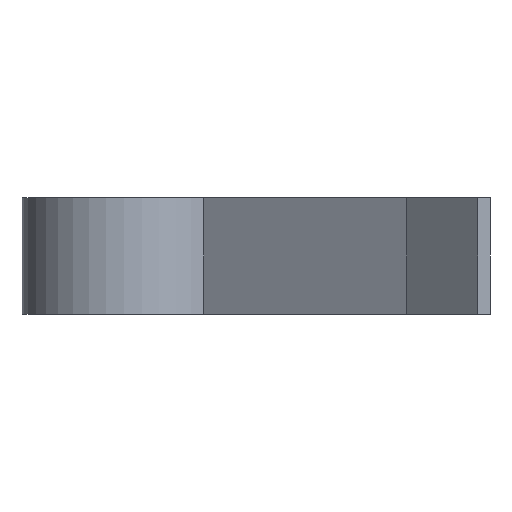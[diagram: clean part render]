
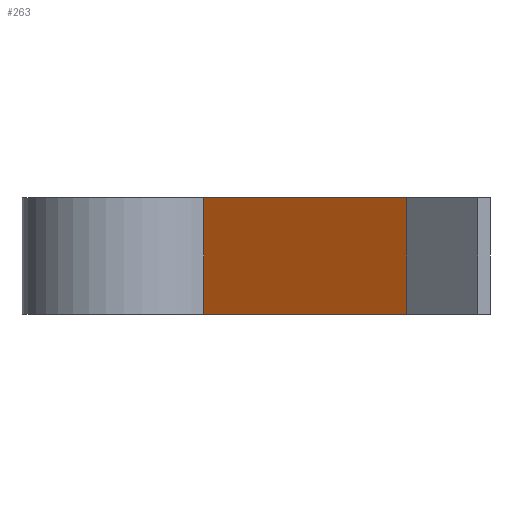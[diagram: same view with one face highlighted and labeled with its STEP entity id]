
A CAD part, left-side view. The second image highlights one B-rep face of the part: STEP entity #263.
In plain terms, the highlighted planar face has unit normal (-0.838, 0.545, 0).
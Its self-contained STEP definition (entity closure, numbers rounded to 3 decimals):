
#27=FACE_OUTER_BOUND('',#41,.T.);
#41=EDGE_LOOP('',(#197,#198,#199,#200));
#65=LINE('',#421,#97);
#66=LINE('',#424,#98);
#67=LINE('',#426,#99);
#68=LINE('',#427,#100);
#97=VECTOR('',#346,10.);
#98=VECTOR('',#349,10.);
#99=VECTOR('',#350,10.);
#100=VECTOR('',#351,10.);
#125=VERTEX_POINT('',#417);
#126=VERTEX_POINT('',#419);
#127=VERTEX_POINT('',#423);
#128=VERTEX_POINT('',#425);
#155=EDGE_CURVE('',#125,#126,#65,.T.);
#156=EDGE_CURVE('',#127,#125,#66,.T.);
#157=EDGE_CURVE('',#128,#126,#67,.T.);
#158=EDGE_CURVE('',#127,#128,#68,.T.);
#197=ORIENTED_EDGE('',*,*,#156,.T.);
#198=ORIENTED_EDGE('',*,*,#155,.T.);
#199=ORIENTED_EDGE('',*,*,#157,.F.);
#200=ORIENTED_EDGE('',*,*,#158,.F.);
#250=PLANE('',#302);
#263=ADVANCED_FACE('',(#27),#250,.T.);
#302=AXIS2_PLACEMENT_3D('',#422,#347,#348);
#346=DIRECTION('',(0.,0.,1.));
#347=DIRECTION('center_axis',(-0.838,0.545,0.));
#348=DIRECTION('ref_axis',(-0.545,-0.838,0.));
#349=DIRECTION('',(-0.545,-0.838,0.));
#350=DIRECTION('',(-0.545,-0.838,0.));
#351=DIRECTION('',(0.,0.,1.));
#417=CARTESIAN_POINT('',(-13.938,-3.44,0.));
#419=CARTESIAN_POINT('',(-13.938,-3.44,8.));
#421=CARTESIAN_POINT('',(-13.938,-3.44,0.));
#422=CARTESIAN_POINT('Origin',(-4.875,10.502,0.));
#423=CARTESIAN_POINT('',(-4.875,10.502,0.));
#424=CARTESIAN_POINT('',(-4.875,10.502,0.));
#425=CARTESIAN_POINT('',(-4.875,10.502,8.));
#426=CARTESIAN_POINT('',(-4.875,10.502,8.));
#427=CARTESIAN_POINT('',(-4.875,10.502,0.));
